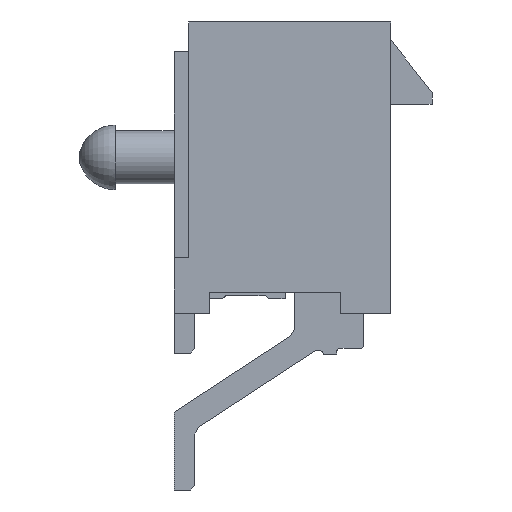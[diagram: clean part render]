
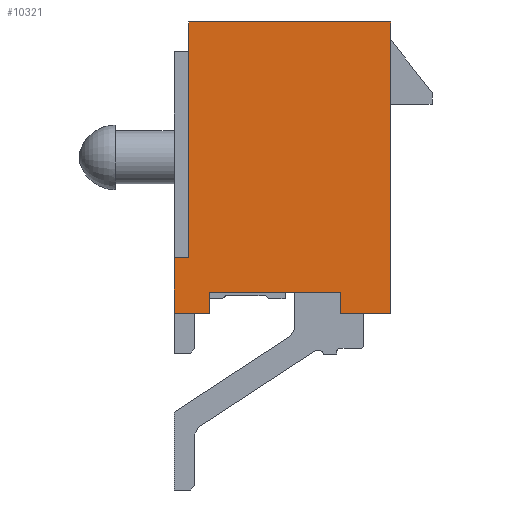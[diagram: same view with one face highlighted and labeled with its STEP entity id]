
A CAD part, left-side view. The second image highlights one B-rep face of the part: STEP entity #10321.
In plain terms, the highlighted planar face has unit normal (-1, 0, 0).
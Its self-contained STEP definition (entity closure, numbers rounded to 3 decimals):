
#1086=ORIENTED_EDGE('',*,*,#4015,.F.);
#1087=ORIENTED_EDGE('',*,*,#4016,.T.);
#1088=ORIENTED_EDGE('',*,*,#3831,.T.);
#1089=ORIENTED_EDGE('',*,*,#3763,.T.);
#1090=ORIENTED_EDGE('',*,*,#3756,.T.);
#1091=ORIENTED_EDGE('',*,*,#4007,.T.);
#1092=ORIENTED_EDGE('',*,*,#3914,.T.);
#1093=ORIENTED_EDGE('',*,*,#4017,.F.);
#1094=ORIENTED_EDGE('',*,*,#4018,.T.);
#1095=ORIENTED_EDGE('',*,*,#3889,.T.);
#3756=EDGE_CURVE('',#5209,#5208,#6239,.T.);
#3763=EDGE_CURVE('',#5215,#5209,#6246,.T.);
#3831=EDGE_CURVE('',#5277,#5215,#6313,.T.);
#3889=EDGE_CURVE('',#5330,#5329,#6370,.T.);
#3914=EDGE_CURVE('',#5349,#5348,#6395,.T.);
#4007=EDGE_CURVE('',#5208,#5349,#6488,.T.);
#4015=EDGE_CURVE('',#5439,#5329,#6496,.T.);
#4016=EDGE_CURVE('',#5439,#5277,#6497,.T.);
#4017=EDGE_CURVE('',#5440,#5348,#6498,.T.);
#4018=EDGE_CURVE('',#5440,#5330,#6499,.T.);
#5208=VERTEX_POINT('',#15009);
#5209=VERTEX_POINT('',#15011);
#5215=VERTEX_POINT('',#15025);
#5277=VERTEX_POINT('',#15159);
#5329=VERTEX_POINT('',#15276);
#5330=VERTEX_POINT('',#15278);
#5348=VERTEX_POINT('',#15321);
#5349=VERTEX_POINT('',#15323);
#5439=VERTEX_POINT('',#15517);
#5440=VERTEX_POINT('',#15520);
#6239=LINE('',#15010,#7640);
#6246=LINE('',#15024,#7647);
#6313=LINE('',#15162,#7714);
#6370=LINE('',#15277,#7771);
#6395=LINE('',#15322,#7796);
#6488=LINE('',#15505,#7889);
#6496=LINE('',#15516,#7897);
#6497=LINE('',#15518,#7898);
#6498=LINE('',#15519,#7899);
#6499=LINE('',#15521,#7900);
#7640=VECTOR('',#12069,1000.);
#7647=VECTOR('',#12078,1000.);
#7714=VECTOR('',#12159,1000.);
#7771=VECTOR('',#12230,1000.);
#7796=VECTOR('',#12257,1000.);
#7889=VECTOR('',#12352,1000.);
#7897=VECTOR('',#12364,1000.);
#7898=VECTOR('',#12365,1000.);
#7899=VECTOR('',#12366,1000.);
#7900=VECTOR('',#12367,1000.);
#8777=EDGE_LOOP('',(#1086,#1087,#1088,#1089,#1090,#1091,#1092,#1093,#1094,
#1095));
#9334=FACE_BOUND('',#8777,.T.);
#9866=PLANE('',#10913);
#10321=ADVANCED_FACE('',(#9334),#9866,.T.);
#10913=AXIS2_PLACEMENT_3D('',#15515,#12362,#12363);
#12069=DIRECTION('',(0.,0.,1.));
#12078=DIRECTION('',(0.,-1.,0.));
#12159=DIRECTION('',(0.,0.,-1.));
#12230=DIRECTION('',(0.,-1.,0.));
#12257=DIRECTION('',(0.,0.,-1.));
#12352=DIRECTION('',(0.,1.,0.));
#12362=DIRECTION('',(-1.,0.,0.));
#12363=DIRECTION('',(0.,0.,1.));
#12364=DIRECTION('',(0.,0.,-1.));
#12365=DIRECTION('',(0.,-1.,0.));
#12366=DIRECTION('',(0.,-1.,0.));
#12367=DIRECTION('',(0.,0.,-1.));
#15009=CARTESIAN_POINT('',(-18.35,-3.43,4.95));
#15010=CARTESIAN_POINT('',(-18.35,-3.43,-4.95));
#15011=CARTESIAN_POINT('',(-18.35,-3.43,-4.95));
#15024=CARTESIAN_POINT('',(-18.35,3.43,-4.95));
#15025=CARTESIAN_POINT('',(-18.35,-1.73,-4.95));
#15159=CARTESIAN_POINT('',(-18.35,-1.73,-4.25));
#15162=CARTESIAN_POINT('',(-18.35,-1.73,-3.95));
#15276=CARTESIAN_POINT('',(-18.35,2.73,-4.95));
#15277=CARTESIAN_POINT('',(-18.35,3.43,-4.95));
#15278=CARTESIAN_POINT('',(-18.35,3.93,-4.95));
#15321=CARTESIAN_POINT('',(-18.35,3.43,-3.05));
#15322=CARTESIAN_POINT('',(-18.35,3.43,4.95));
#15323=CARTESIAN_POINT('',(-18.35,3.43,4.95));
#15505=CARTESIAN_POINT('',(-18.35,-3.43,4.95));
#15515=CARTESIAN_POINT('',(-18.35,0.,0.));
#15516=CARTESIAN_POINT('',(-18.35,2.73,-3.95));
#15517=CARTESIAN_POINT('',(-18.35,2.73,-4.25));
#15518=CARTESIAN_POINT('',(-18.35,2.73,-4.25));
#15519=CARTESIAN_POINT('',(-18.35,3.93,-3.05));
#15520=CARTESIAN_POINT('',(-18.35,3.93,-3.05));
#15521=CARTESIAN_POINT('',(-18.35,3.93,-3.05));
